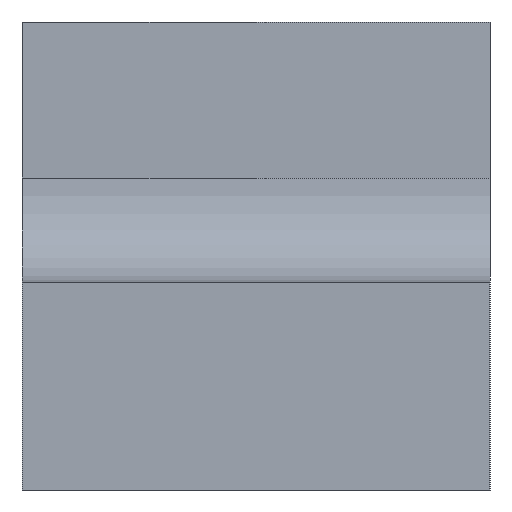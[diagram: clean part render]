
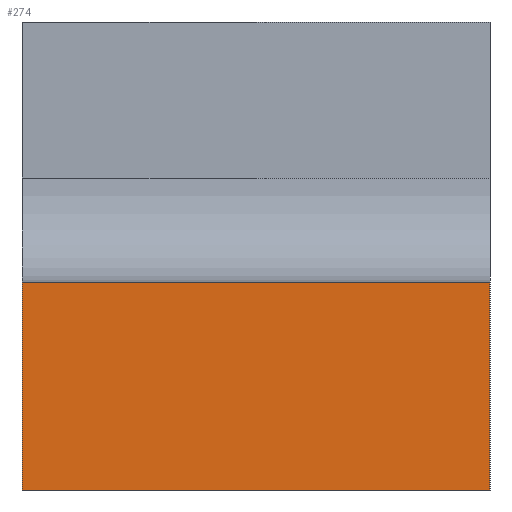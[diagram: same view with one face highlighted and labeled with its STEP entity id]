
A CAD part, left-side view. The second image highlights one B-rep face of the part: STEP entity #274.
In plain terms, the highlighted planar face has unit normal (-1, 0, 0).
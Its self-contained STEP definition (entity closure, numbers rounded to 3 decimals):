
#27=PLANE('',#322);
#47=FACE_OUTER_BOUND('',#64,.T.);
#64=EDGE_LOOP('',(#247,#248,#249,#250));
#77=LINE('',#433,#102);
#84=LINE('',#455,#109);
#91=LINE('',#468,#116);
#94=LINE('',#474,#119);
#102=VECTOR('',#357,10.);
#109=VECTOR('',#380,10.);
#116=VECTOR('',#389,10.);
#119=VECTOR('',#398,10.);
#140=VERTEX_POINT('',#430);
#141=VERTEX_POINT('',#432);
#148=VERTEX_POINT('',#454);
#153=VERTEX_POINT('',#466);
#167=EDGE_CURVE('',#141,#140,#77,.T.);
#178=EDGE_CURVE('',#148,#141,#84,.T.);
#185=EDGE_CURVE('',#153,#140,#91,.T.);
#188=EDGE_CURVE('',#148,#153,#94,.T.);
#247=ORIENTED_EDGE('',*,*,#167,.T.);
#248=ORIENTED_EDGE('',*,*,#185,.F.);
#249=ORIENTED_EDGE('',*,*,#188,.F.);
#250=ORIENTED_EDGE('',*,*,#178,.T.);
#274=ADVANCED_FACE('',(#47),#27,.T.);
#322=AXIS2_PLACEMENT_3D('',#473,#396,#397);
#357=DIRECTION('',(0.,1.,0.));
#380=DIRECTION('',(0.,0.,1.));
#389=DIRECTION('',(0.,0.,1.));
#396=DIRECTION('center_axis',(-1.,0.,0.));
#397=DIRECTION('ref_axis',(0.,0.,1.));
#398=DIRECTION('',(0.,1.,0.));
#430=CARTESIAN_POINT('',(-100.,45.,20.));
#432=CARTESIAN_POINT('',(-100.,0.,20.));
#433=CARTESIAN_POINT('',(-100.,22.5,20.));
#454=CARTESIAN_POINT('',(-100.,0.,0.));
#455=CARTESIAN_POINT('',(-100.,0.,0.));
#466=CARTESIAN_POINT('',(-100.,45.,0.));
#468=CARTESIAN_POINT('',(-100.,45.,0.));
#473=CARTESIAN_POINT('Origin',(-100.,0.,0.));
#474=CARTESIAN_POINT('',(-100.,0.,0.));
